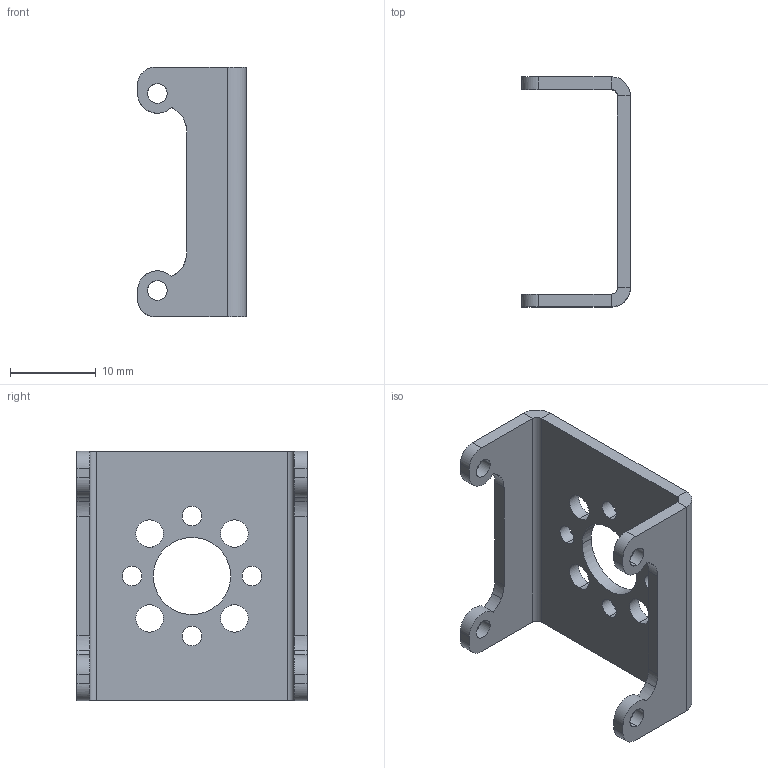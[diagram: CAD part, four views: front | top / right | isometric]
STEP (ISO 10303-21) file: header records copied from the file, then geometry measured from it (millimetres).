
FILE_DESCRIPTION(/* description */ (''),/* implementation_level */ '2;1');
FILE_NAME(/* name */ '156F2~1',/* time_stamp */ '2022-05-31T18:17:20+08:00',/* author */ (''),/* organization */ (''),/* preprocessor_version */ 'ST-DEVELOPER v16.5',/* originating_system */ '',/* authorisation */ '');
FILE_SCHEMA (('CONFIG_CONTROL_DESIGN'));
Length unit declared in the file: millimetre
Products named in the file (1): Document
Bounding box: 12.69 x 26.88 x 29.11 mm (x, y, z)
Volume: 1570.4 mm3; surface area: 2536.3 mm2
Topology: 1 solids, 1 shells, 69 faces, 185 edges, 118 vertices
Faces by surface type: cylinder 27, plane 22, bspline 20
Entity records: 3847 total; most frequent: CARTESIAN_POINT 2527, ORIENTED_EDGE 370, EDGE_CURVE 185, B_SPLINE_CURVE_WITH_KNOTS 129, VERTEX_POINT 118, EDGE_LOOP 95, ADVANCED_FACE 69, FACE_OUTER_BOUND 69
